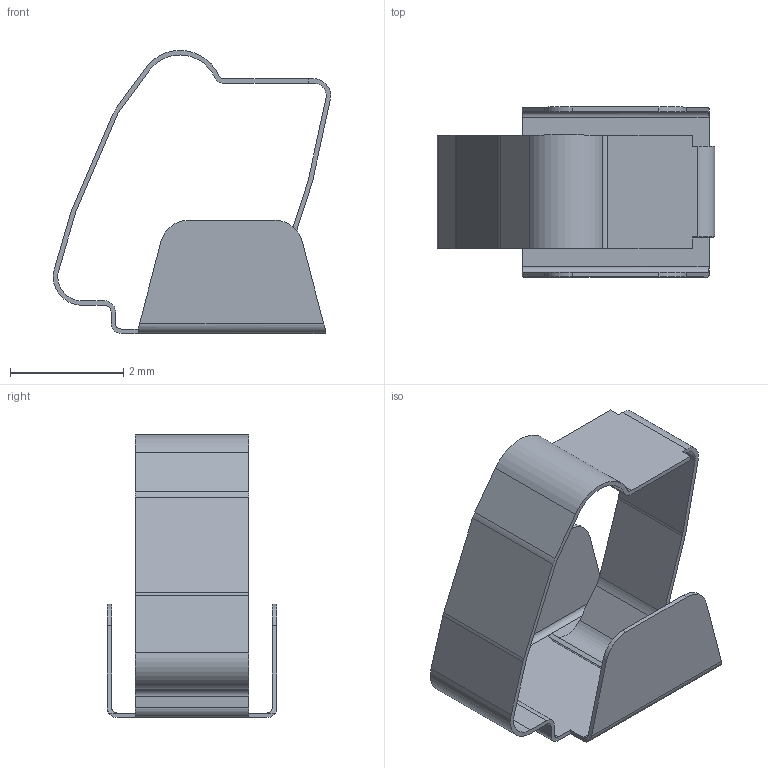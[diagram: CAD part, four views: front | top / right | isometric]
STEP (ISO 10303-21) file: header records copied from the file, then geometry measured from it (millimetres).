
FILE_DESCRIPTION(/* description */ ('Unknown'),/* implementation_level */ '2;1');
FILE_NAME(/* name */ 'H_Wurth_WE-SECF_331276483050',/* time_stamp */ '2025-10-23T11:32:51+08:00',/* author */ ('Unknown'),/* organization */ ('Unknown'),/* preprocessor_version */ 'ST-DEVELOPER v19.4',/* originating_system */ 'Solid Edge',/* authorisation */ 'Unknown');
FILE_SCHEMA (('AUTOMOTIVE_DESIGN {1 0 10303 214 3 1 1}'));
Length unit declared in the file: millimetre
Products named in the file (2): H_Wurth_WE-SECF_331276483050
Assembly tree (1 placements, depth 2):
  H_Wurth_WE-SECF_331276483050
    H_Wurth_WE-SECF_331276483050
Bounding box: 4.9 x 3 x 5 mm (x, y, z)
Volume: 3.8 mm3; surface area: 98.3 mm2
Topology: 1 solids, 1 shells, 68 faces, 194 edges, 128 vertices
Faces by surface type: plane 40, cylinder 28
Entity records: 2275 total; most frequent: DIRECTION 394, CARTESIAN_POINT 392, ORIENTED_EDGE 388, EDGE_CURVE 194, LINE 134, VECTOR 134, AXIS2_PLACEMENT_3D 130, VERTEX_POINT 128
